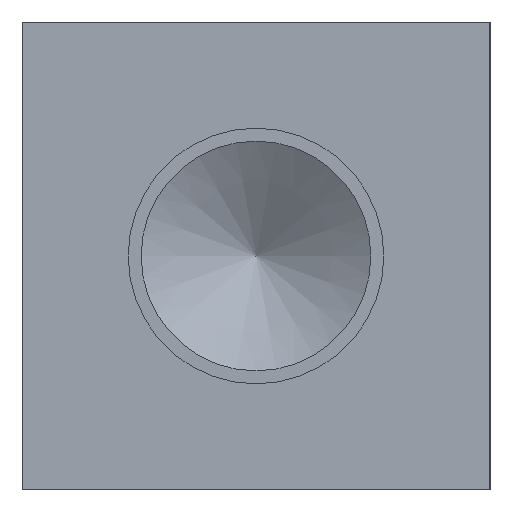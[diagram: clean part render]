
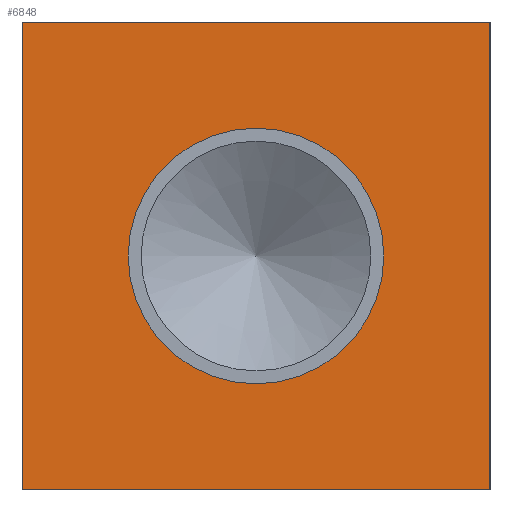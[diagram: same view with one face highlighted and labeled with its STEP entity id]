
A CAD part, left-side view. The second image highlights one B-rep face of the part: STEP entity #6848.
In plain terms, the highlighted planar face has unit normal (-1, 0, 0).
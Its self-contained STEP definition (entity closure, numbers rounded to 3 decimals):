
#68=CIRCLE('',#7098,24.282);
#69=CIRCLE('',#7099,24.282);
#455=FACE_BOUND('',#1190,.T.);
#805=FACE_OUTER_BOUND('',#1189,.T.);
#1189=EDGE_LOOP('',(#5950,#5951,#5952,#5953));
#1190=EDGE_LOOP('',(#5954,#5955));
#1585=LINE('',#9355,#2253);
#1865=LINE('',#11716,#2533);
#1866=LINE('',#11717,#2534);
#1867=LINE('',#11718,#2535);
#2253=VECTOR('',#7819,10.);
#2533=VECTOR('',#8429,10.);
#2534=VECTOR('',#8430,10.);
#2535=VECTOR('',#8431,10.);
#2803=VERTEX_POINT('',#9348);
#2806=VERTEX_POINT('',#9353);
#3127=VERTEX_POINT('',#11582);
#3128=VERTEX_POINT('',#11583);
#3169=VERTEX_POINT('',#11714);
#3170=VERTEX_POINT('',#11715);
#3569=EDGE_CURVE('',#2806,#2803,#1585,.T.);
#4041=EDGE_CURVE('',#3127,#3128,#68,.T.);
#4042=EDGE_CURVE('',#3128,#3127,#69,.T.);
#4105=EDGE_CURVE('',#3169,#3170,#1865,.T.);
#4106=EDGE_CURVE('',#3170,#2803,#1866,.T.);
#4107=EDGE_CURVE('',#3169,#2806,#1867,.T.);
#5950=ORIENTED_EDGE('',*,*,#4105,.T.);
#5951=ORIENTED_EDGE('',*,*,#4106,.T.);
#5952=ORIENTED_EDGE('',*,*,#3569,.F.);
#5953=ORIENTED_EDGE('',*,*,#4107,.F.);
#5954=ORIENTED_EDGE('',*,*,#4041,.T.);
#5955=ORIENTED_EDGE('',*,*,#4042,.T.);
#6202=PLANE('',#7165);
#6848=ADVANCED_FACE('',(#805,#455),#6202,.T.);
#7098=AXIS2_PLACEMENT_3D('',#11584,#8271,#8272);
#7099=AXIS2_PLACEMENT_3D('',#11585,#8273,#8274);
#7165=AXIS2_PLACEMENT_3D('',#11713,#8427,#8428);
#7819=DIRECTION('',(0.,-1.,0.));
#8271=DIRECTION('center_axis',(1.,0.,0.));
#8272=DIRECTION('ref_axis',(0.,1.,0.));
#8273=DIRECTION('center_axis',(1.,0.,0.));
#8274=DIRECTION('ref_axis',(0.,1.,0.));
#8427=DIRECTION('center_axis',(-1.,0.,0.));
#8428=DIRECTION('ref_axis',(0.,-1.,0.));
#8429=DIRECTION('',(0.,-1.,0.));
#8430=DIRECTION('',(0.,0.,1.));
#8431=DIRECTION('',(0.,0.,1.));
#9348=CARTESIAN_POINT('',(0.,0.,88.9));
#9353=CARTESIAN_POINT('',(0.,88.9,88.9));
#9355=CARTESIAN_POINT('',(0.,88.9,88.9));
#11582=CARTESIAN_POINT('',(0.,68.732,44.45));
#11583=CARTESIAN_POINT('',(0.,20.168,44.45));
#11584=CARTESIAN_POINT('Origin',(0.,44.45,44.45));
#11585=CARTESIAN_POINT('Origin',(0.,44.45,44.45));
#11713=CARTESIAN_POINT('Origin',(0.,88.9,0.));
#11714=CARTESIAN_POINT('',(0.,88.9,0.));
#11715=CARTESIAN_POINT('',(0.,0.,0.));
#11716=CARTESIAN_POINT('',(0.,88.9,0.));
#11717=CARTESIAN_POINT('',(0.,0.,0.));
#11718=CARTESIAN_POINT('',(0.,88.9,0.));
